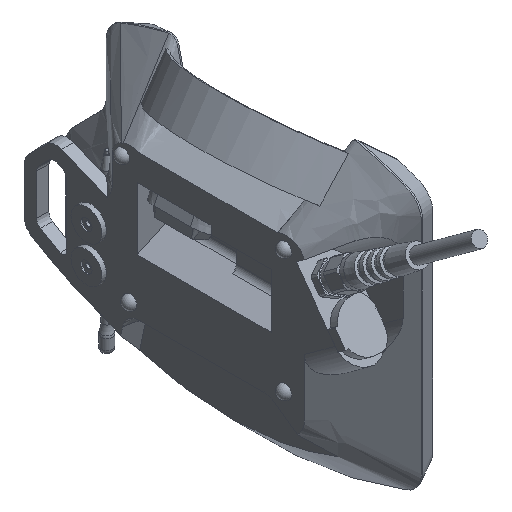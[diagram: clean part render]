
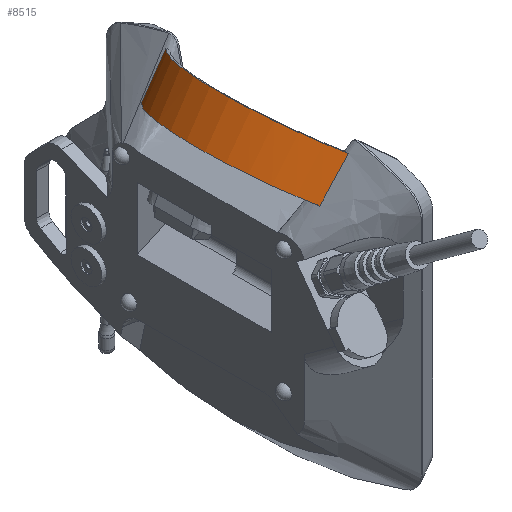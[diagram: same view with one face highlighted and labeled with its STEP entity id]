
A CAD part, isometric view. The second image highlights one B-rep face of the part: STEP entity #8515.
In plain terms, the highlighted cylindrical face has radius 80 mm (diameter 160 mm), a partial arc.
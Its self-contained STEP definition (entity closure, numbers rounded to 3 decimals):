
#91=CYLINDRICAL_SURFACE('',#9054,80.);
#132=B_SPLINE_CURVE_WITH_KNOTS('',3,(#11829,#11830,#11831,#11832,#11833),
 .UNSPECIFIED.,.F.,.F.,(4,1,4),(0.,0.015,
0.03),.UNSPECIFIED.);
#138=B_SPLINE_CURVE_WITH_KNOTS('',3,(#11861,#11862,#11863,#11864),
 .UNSPECIFIED.,.F.,.F.,(4,4),(0.,0.03),
 .UNSPECIFIED.);
#379=CIRCLE('',#9055,80.);
#380=CIRCLE('',#9056,80.);
#1880=ORIENTED_EDGE('',*,*,#2374,.F.);
#1881=ORIENTED_EDGE('',*,*,#2856,.F.);
#1882=ORIENTED_EDGE('',*,*,#2380,.F.);
#1883=ORIENTED_EDGE('',*,*,#2857,.T.);
#2374=EDGE_CURVE('',#3182,#3184,#132,.T.);
#2380=EDGE_CURVE('',#3189,#3187,#138,.T.);
#2856=EDGE_CURVE('',#3187,#3182,#379,.T.);
#2857=EDGE_CURVE('',#3189,#3184,#380,.T.);
#3182=VERTEX_POINT('',#11827);
#3184=VERTEX_POINT('',#11834);
#3187=VERTEX_POINT('',#11850);
#3189=VERTEX_POINT('',#11860);
#5025=EDGE_LOOP('',(#1880,#1881,#1882,#1883));
#5480=FACE_BOUND('',#5025,.T.);
#8515=ADVANCED_FACE('',(#5480),#91,.T.);
#9054=AXIS2_PLACEMENT_3D('',#13145,#10648,#10649);
#9055=AXIS2_PLACEMENT_3D('',#13146,#10650,#10651);
#9056=AXIS2_PLACEMENT_3D('',#13147,#10652,#10653);
#10648=DIRECTION('',(-0.574,0.,-0.819));
#10649=DIRECTION('',(-0.819,0.,0.574));
#10650=DIRECTION('',(0.574,0.,0.819));
#10651=DIRECTION('',(0.819,0.,-0.574));
#10652=DIRECTION('',(0.574,0.,0.819));
#10653=DIRECTION('',(0.819,0.,-0.574));
#11827=CARTESIAN_POINT('',(-5.654,46.808,22.271));
#11829=CARTESIAN_POINT('',(-5.654,46.808,22.271));
#11830=CARTESIAN_POINT('',(-8.838,47.096,18.405));
#11831=CARTESIAN_POINT('',(-15.137,47.615,10.613));
#11832=CARTESIAN_POINT('',(-21.324,48.036,2.728));
#11833=CARTESIAN_POINT('',(-24.424,48.256,-1.21));
#11834=CARTESIAN_POINT('',(-24.424,48.256,-1.21));
#11850=CARTESIAN_POINT('',(-5.681,175.667,22.289));
#11860=CARTESIAN_POINT('',(-24.751,173.929,-0.98));
#11861=CARTESIAN_POINT('',(-24.751,173.929,-0.98));
#11862=CARTESIAN_POINT('',(-18.436,174.487,6.811));
#11863=CARTESIAN_POINT('',(-12.101,175.048,14.588));
#11864=CARTESIAN_POINT('',(-5.681,175.667,22.289));
#13145=CARTESIAN_POINT('',(33.178,111.25,-4.92));
#13146=CARTESIAN_POINT('',(33.178,111.25,-4.92));
#13147=CARTESIAN_POINT('',(15.971,111.25,-29.495));
